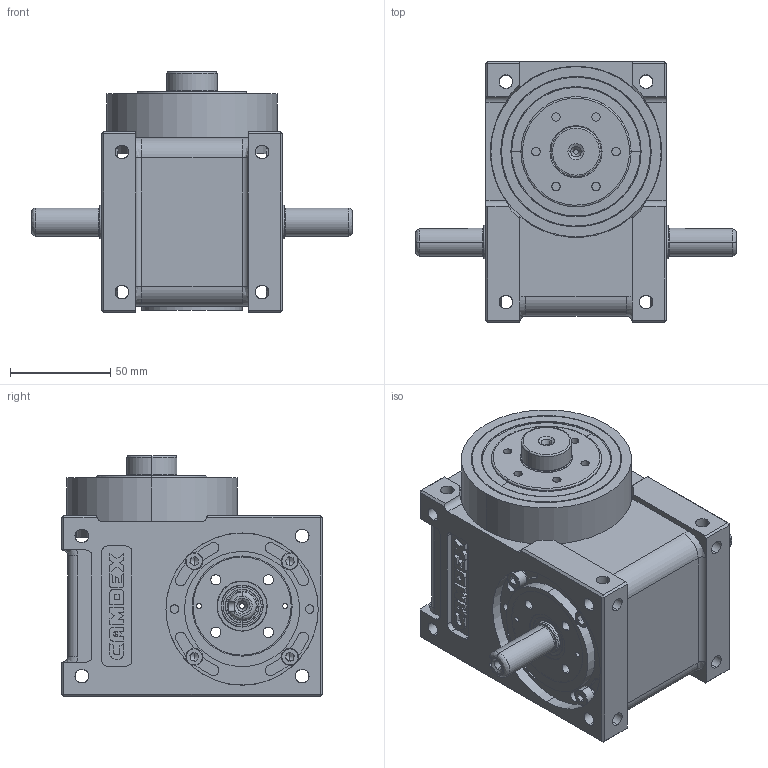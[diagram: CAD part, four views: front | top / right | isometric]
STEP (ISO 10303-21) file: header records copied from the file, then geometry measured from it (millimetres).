
FILE_DESCRIPTION (( 'STEP AP203' ), '1' );
FILE_NAME ('45DF-OUT.STEP', '2017-05-05T05:54:33', ( 'Windows' ), ( 'Microsoft' ), 'SwSTEP 2.0', 'SolidWorks 2015', '' );
FILE_SCHEMA (( 'CONFIG_CONTROL_DESIGN' ));
Length unit declared in the file: millimetre
Products named in the file (1): 45DF-OUT
Bounding box: 160 x 130 x 120 mm (x, y, z)
Surface area: 107016.8 mm2 (no closed solid volume)
Topology: 0 solids, 39 shells, 777 faces, 2174 edges, 1414 vertices
Faces by surface type: plane 359, cylinder 266, bspline 82, cone 70
Entity records: 30639 total; most frequent: CARTESIAN_POINT 11632, ORIENTED_EDGE 3948, DIRECTION 3702, EDGE_CURVE 2142, VERTEX_POINT 1414, AXIS2_PLACEMENT_3D 1292, LINE 1118, VECTOR 1118
